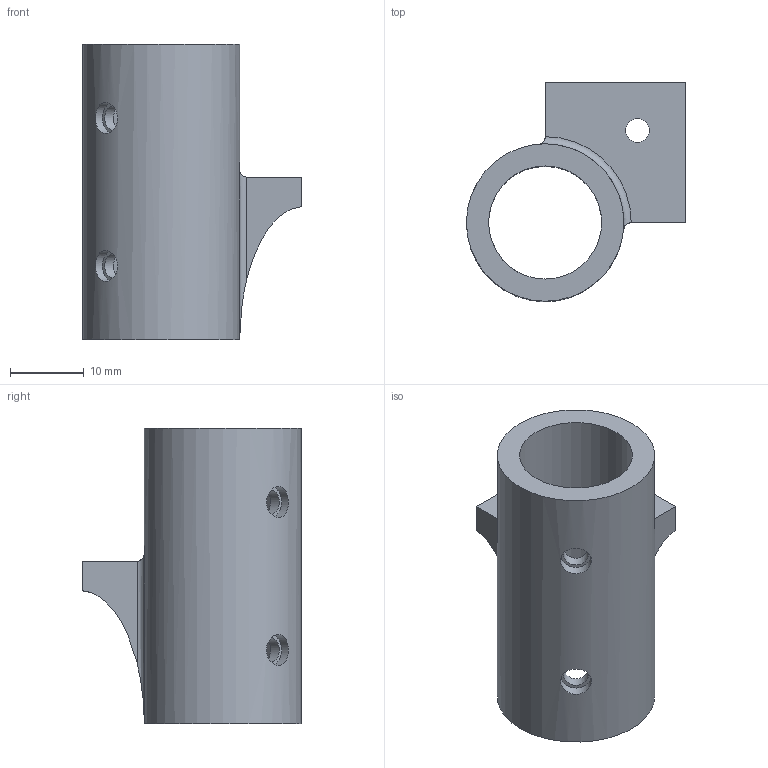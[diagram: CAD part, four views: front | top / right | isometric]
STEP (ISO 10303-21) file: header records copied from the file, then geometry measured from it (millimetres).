
FILE_DESCRIPTION(/* description */ (''),/* implementation_level */ '2;1');
FILE_NAME(/* name */ 'Intermediate layer mount v2.step',/* time_stamp */ '2025-12-19T12:45:23+05:30',/* author */ (''),/* organization */ (''),/* preprocessor_version */ 'ST-DEVELOPER v20.1',/* originating_system */ 'Autodesk Translation Framework v14.21.0.0',/* authorisation */ '');
FILE_SCHEMA (('AUTOMOTIVE_DESIGN { 1 0 10303 214 3 1 1 }'));
Length unit declared in the file: millimetre
Products named in the file (1): Intermediate layer mount
Bounding box: 29.65 x 29.65 x 40 mm (x, y, z)
Volume: 8542.4 mm3; surface area: 5696.6 mm2
Topology: 1 solids, 1 shells, 23 faces, 61 edges, 42 vertices
Faces by surface type: plane 11, cylinder 10, torus 1, bspline 1
Full cylindrical faces by diameter (mm): 3.2 x1, 3.3 x2, 4.2 x3, 15.3 x1, 21.3 x1
Entity records: 1032 total; most frequent: CARTESIAN_POINT 432, ORIENTED_EDGE 122, DIRECTION 103, EDGE_CURVE 61, VERTEX_POINT 42, AXIS2_PLACEMENT_3D 41, EDGE_LOOP 33, FACE_OUTER_BOUND 23
